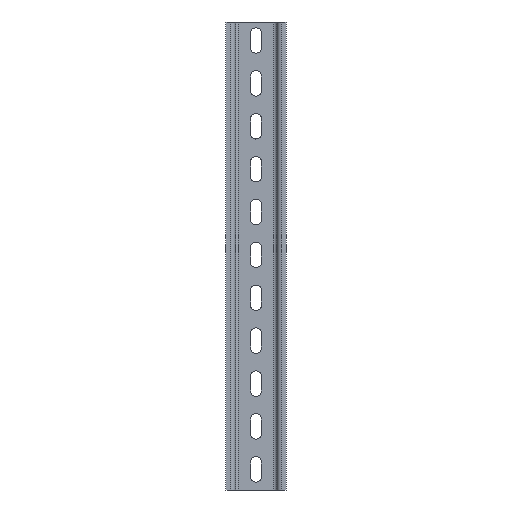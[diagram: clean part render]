
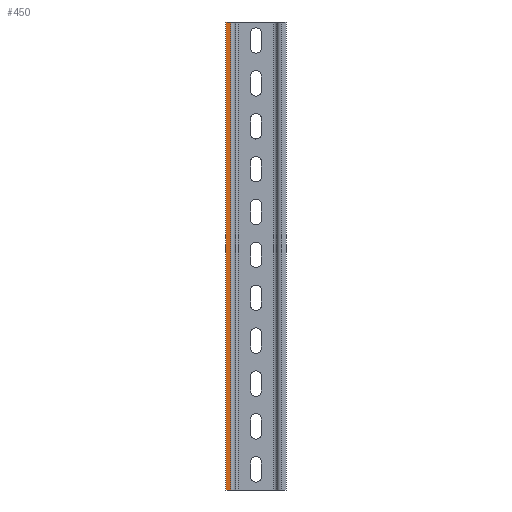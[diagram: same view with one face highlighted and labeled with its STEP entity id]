
A CAD part, front view. The second image highlights one B-rep face of the part: STEP entity #450.
In plain terms, the highlighted planar face has unit normal (0, -1, 0).
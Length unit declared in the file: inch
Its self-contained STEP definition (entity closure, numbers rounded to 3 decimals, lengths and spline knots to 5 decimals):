
#29 = LINE ( 'NONE', #1932, #278 ) ;
#148 = FACE_OUTER_BOUND ( 'NONE', #737, .T. ) ;
#190 = VECTOR ( 'NONE', #2154, 39.37008 ) ;
#255 = ORIENTED_EDGE ( 'NONE', *, *, #486, .T. ) ;
#271 = CARTESIAN_POINT ( 'NONE',  ( 0., 0., 10.75 ) ) ;
#273 = EDGE_CURVE ( 'NONE', #767, #1984, #29, .T. ) ;
#278 = VECTOR ( 'NONE', #1398, 39.37008 ) ;
#390 = CARTESIAN_POINT ( 'NONE',  ( 0., 0., 0. ) ) ;
#439 = EDGE_CURVE ( 'NONE', #1097, #1984, #2055, .T. ) ;
#450 = ADVANCED_FACE ( 'NONE', ( #148 ), #1323, .F. ) ;
#486 = EDGE_CURVE ( 'NONE', #1408, #1097, #558, .T. ) ;
#558 = LINE ( 'NONE', #587, #2245 ) ;
#579 = ORIENTED_EDGE ( 'NONE', *, *, #439, .T. ) ;
#587 = CARTESIAN_POINT ( 'NONE',  ( 0., 0., 10.75 ) ) ;
#711 = CARTESIAN_POINT ( 'NONE',  ( 0.11337, 0., 0. ) ) ;
#737 = EDGE_LOOP ( 'NONE', ( #579, #795, #1624, #255 ) ) ;
#767 = VERTEX_POINT ( 'NONE', #2059 ) ;
#790 = DIRECTION ( 'NONE',  ( 0., 0., 1. ) ) ;
#795 = ORIENTED_EDGE ( 'NONE', *, *, #273, .F. ) ;
#1097 = VERTEX_POINT ( 'NONE', #390 ) ;
#1118 = CARTESIAN_POINT ( 'NONE',  ( 0., 0., 10.75 ) ) ;
#1273 = LINE ( 'NONE', #1118, #190 ) ;
#1289 = CARTESIAN_POINT ( 'NONE',  ( 0., 0., 0. ) ) ;
#1297 = DIRECTION ( 'NONE',  ( 0., 0., -1. ) ) ;
#1314 = DIRECTION ( 'NONE',  ( 0., 1., 0. ) ) ;
#1323 = PLANE ( 'NONE',  #1818 ) ;
#1398 = DIRECTION ( 'NONE',  ( 0., 0., -1. ) ) ;
#1408 = VERTEX_POINT ( 'NONE', #271 ) ;
#1594 = VECTOR ( 'NONE', #2177, 39.37008 ) ;
#1624 = ORIENTED_EDGE ( 'NONE', *, *, #1672, .F. ) ;
#1643 = CARTESIAN_POINT ( 'NONE',  ( 0., 0., 10.75 ) ) ;
#1672 = EDGE_CURVE ( 'NONE', #1408, #767, #1273, .T. ) ;
#1818 = AXIS2_PLACEMENT_3D ( 'NONE', #1643, #1314, #790 ) ;
#1932 = CARTESIAN_POINT ( 'NONE',  ( 0.11337, 0., 10.75 ) ) ;
#1984 = VERTEX_POINT ( 'NONE', #711 ) ;
#2055 = LINE ( 'NONE', #1289, #1594 ) ;
#2059 = CARTESIAN_POINT ( 'NONE',  ( 0.11337, 0., 10.75 ) ) ;
#2154 = DIRECTION ( 'NONE',  ( 1., 0., 0. ) ) ;
#2177 = DIRECTION ( 'NONE',  ( 1., 0., 0. ) ) ;
#2245 = VECTOR ( 'NONE', #1297, 39.37008 ) ;
